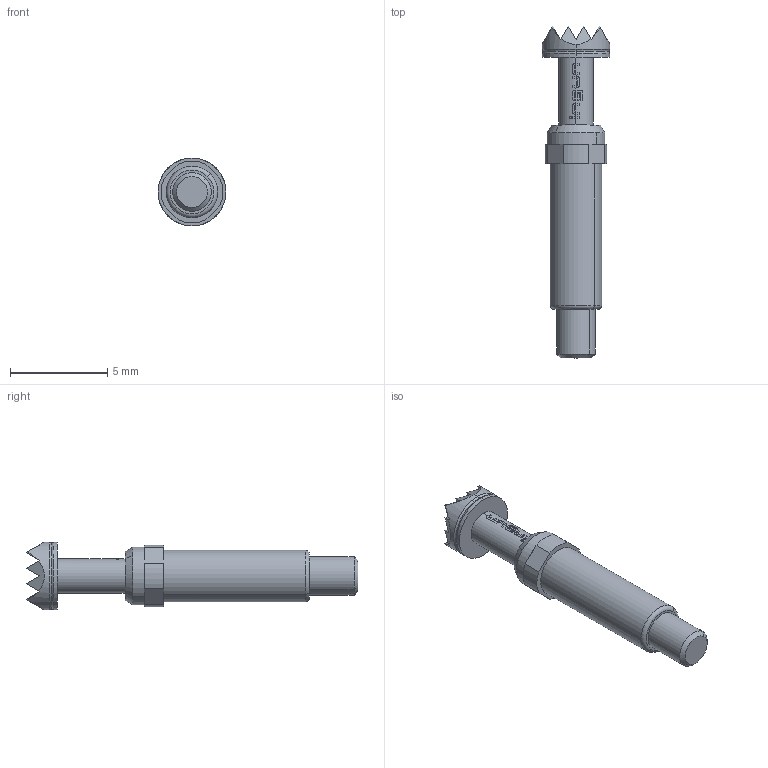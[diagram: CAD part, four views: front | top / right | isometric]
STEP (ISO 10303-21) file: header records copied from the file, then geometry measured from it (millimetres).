
FILE_DESCRIPTION (( 'STEP AP203' ), '1' );
FILE_NAME ('INGUN_HSS-520_306_350_A_xx02_M.STEP', '2022-02-02T10:52:55', ( 'ochi' ), ( '' ), 'SwSTEP 2.0', 'SolidWorks 2018', '' );
FILE_SCHEMA (( 'CONFIG_CONTROL_DESIGN' ));
Length unit declared in the file: millimetre
Products named in the file (1): INGUN_HSS-520_306_350_A_xx02_M
Bounding box: 3.5 x 17.1 x 3.5 mm (x, y, z)
Volume: 83 mm3; surface area: 164 mm2
Topology: 1 solids, 1 shells, 177 faces, 436 edges, 267 vertices
Faces by surface type: plane 97, bspline 35, cylinder 35, torus 6, cone 4
Entity records: 6174 total; most frequent: CARTESIAN_POINT 2549, ORIENTED_EDGE 872, DIRECTION 516, EDGE_CURVE 436, VERTEX_POINT 267, B_SPLINE_CURVE_WITH_KNOTS 222, AXIS2_PLACEMENT_3D 189, EDGE_LOOP 183
